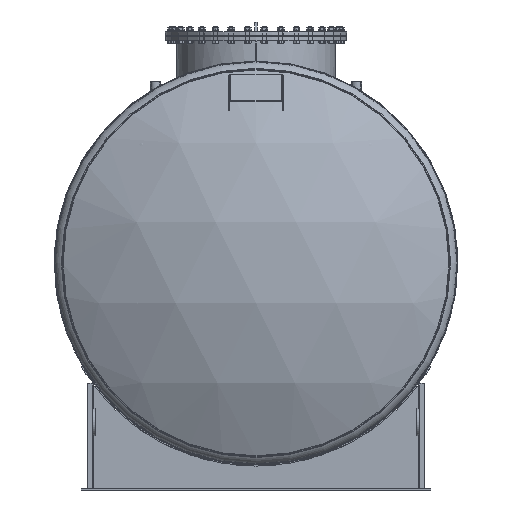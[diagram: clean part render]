
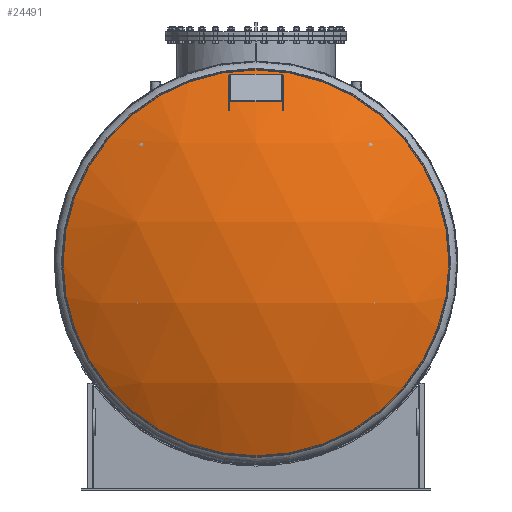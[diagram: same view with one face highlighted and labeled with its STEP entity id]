
A CAD part, front view. The second image highlights one B-rep face of the part: STEP entity #24491.
In plain terms, the highlighted spherical face has radius 1609 mm.
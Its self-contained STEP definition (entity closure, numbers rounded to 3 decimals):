
#1158=SPHERICAL_SURFACE('',#26547,1609.);
#4435=CIRCLE('',#26545,773.649);
#6139=FACE_OUTER_BOUND('',#7802,.T.);
#7802=EDGE_LOOP('',(#15801));
#9738=VERTEX_POINT('',#36939);
#12026=EDGE_CURVE('',#9738,#9738,#4435,.T.);
#15801=ORIENTED_EDGE('',*,*,#12026,.T.);
#24491=ADVANCED_FACE('',(#6139),#1158,.T.);
#26545=AXIS2_PLACEMENT_3D('',#36940,#29705,#29706);
#26547=AXIS2_PLACEMENT_3D('',#36942,#29709,#29710);
#29705=DIRECTION('center_axis',(0.,-1.,0.));
#29706=DIRECTION('ref_axis',(-1.,0.,0.));
#29709=DIRECTION('center_axis',(0.,0.,
-1.));
#29710=DIRECTION('ref_axis',(-1.,0.,0.));
#36939=CARTESIAN_POINT('',(0.,-75.069,-773.649));
#36940=CARTESIAN_POINT('Origin',(0.,-75.069,
0.));
#36942=CARTESIAN_POINT('Origin',(0.,1335.727,
0.));
